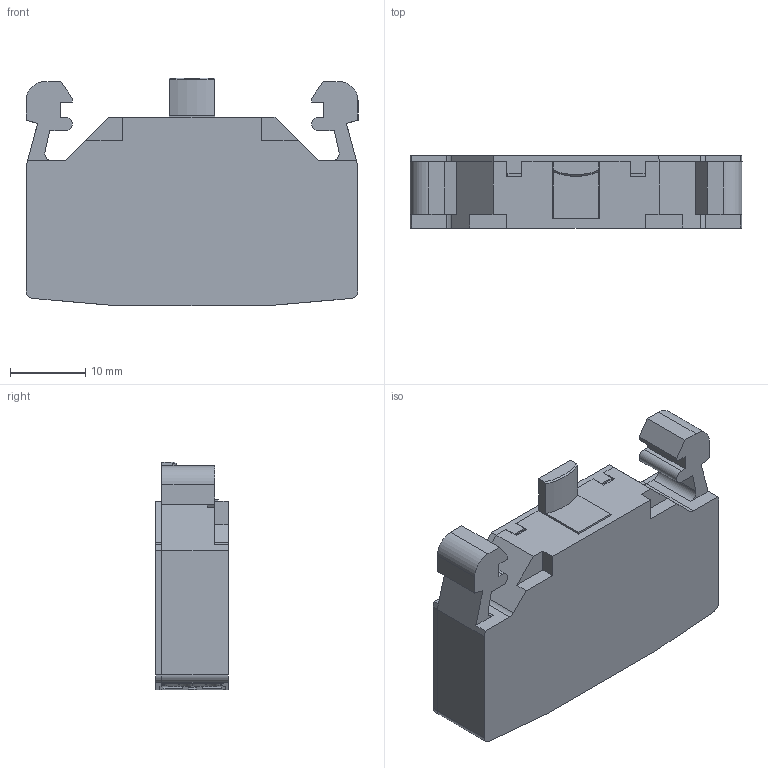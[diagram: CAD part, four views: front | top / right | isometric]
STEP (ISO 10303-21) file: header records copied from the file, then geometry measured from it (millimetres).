
FILE_DESCRIPTION(/* description */ (''),/* implementation_level */ '2;1');
FILE_NAME(/* name */ 'DSTO_ipt.stp',/* time_stamp */ '2014-12-16T10:22:13+01:00',/* author */ ('thagel'),/* organization */ (''),/* preprocessor_version */ 'ST-DEVELOPER v15.2',/* originating_system */ 'Autodesk Inventor 2014',/* authorisation */ '');
FILE_SCHEMA (('AUTOMOTIVE_DESIGN { 1 0 10303 214 3 1 1 }'));
Length unit declared in the file: centimetre
Products named in the file (1): DSTO vereinfacht
Bounding box: 44 x 9.6 x 30.15 mm (x, y, z)
Volume: 9771.1 mm3; surface area: 4675 mm2
Topology: 1 solids, 4 shells, 318 faces, 846 edges, 544 vertices
Faces by surface type: plane 274, cylinder 35, cone 9
Entity records: 10004 total; most frequent: CARTESIAN_POINT 1733, ORIENTED_EDGE 1692, DIRECTION 1555, EDGE_CURVE 846, LINE 763, VECTOR 763, VERTEX_POINT 544, AXIS2_PLACEMENT_3D 396
